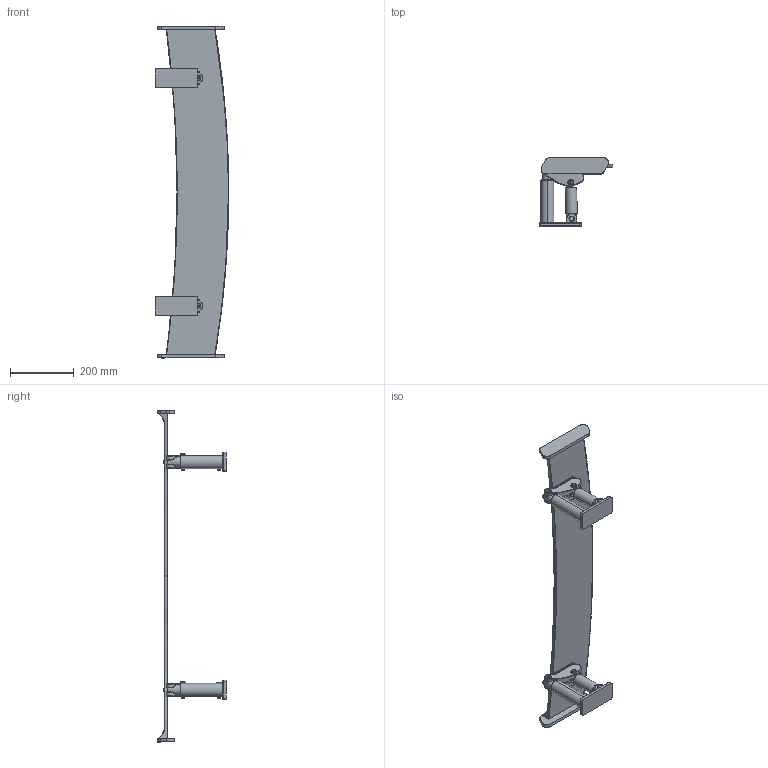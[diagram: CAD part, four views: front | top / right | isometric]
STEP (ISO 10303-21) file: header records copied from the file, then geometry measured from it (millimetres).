
FILE_DESCRIPTION(('FreeCAD Model'),'2;1');
FILE_NAME('Open CASCADE Shape Model','2025-05-04T13:46:38',('FreeCAD'),( 'FreeCAD'),'Open CASCADE STEP processor 7.6','FreeCAD','Unknown');
FILE_SCHEMA(('AUTOMOTIVE_DESIGN { 1 0 10303 214 1 1 1 1 }'));
Products named in the file (1): Open CASCADE STEP translator 7.6 1
Bounding box: 230.09 x 213.46 x 1038.84 mm (x, y, z)
Surface area: 619351.4 mm2 (no closed solid volume)
Topology: 0 solids, 1438 shells, 1438 faces, 16050 edges, 16044 vertices
Faces by surface type: bspline 1438
Entity records: 152110 total; most frequent: CARTESIAN_POINT 83447, ORIENTED_EDGE 16046, EDGE_CURVE 16046, VERTEX_POINT 16046, B_SPLINE_CURVE_WITH_KNOTS 12826, FACE_BOUND 1544, EDGE_LOOP 1544, SHELL_BASED_SURFACE_MODEL 1438
